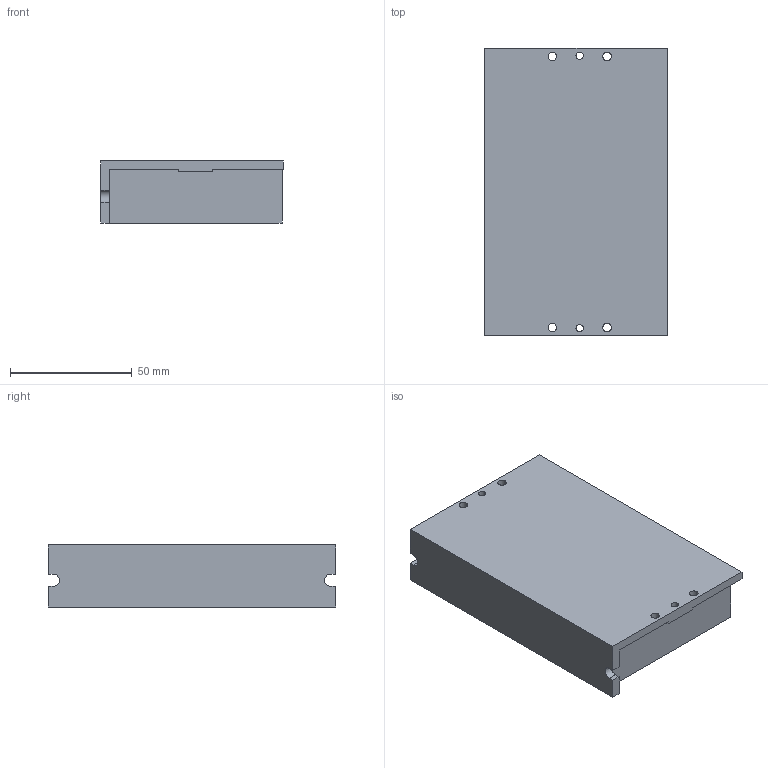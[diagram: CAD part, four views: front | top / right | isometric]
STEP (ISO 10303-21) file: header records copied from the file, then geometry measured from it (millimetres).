
FILE_DESCRIPTION (( 'STEP AP214' ), '1' );
FILE_NAME ('hsc60-eo.STEP', '2024-01-23T03:12:32', ( '' ), ( '' ), 'SwSTEP 2.0', 'SolidWorks 2021', '' );
FILE_SCHEMA (( 'AUTOMOTIVE_DESIGN' ));
Length unit declared in the file: millimetre
Products named in the file (1): hsc60-eo
Bounding box: 75 x 118 x 25.5 mm (x, y, z)
Volume: 197720.4 mm3; surface area: 33068.4 mm2
Topology: 1 solids, 1 shells, 166 faces, 468 edges, 312 vertices
Faces by surface type: plane 152, cylinder 14
Entity records: 5349 total; most frequent: CARTESIAN_POINT 947, ORIENTED_EDGE 936, DIRECTION 830, EDGE_CURVE 468, VECTOR 440, LINE 440, VERTEX_POINT 312, AXIS2_PLACEMENT_3D 195
